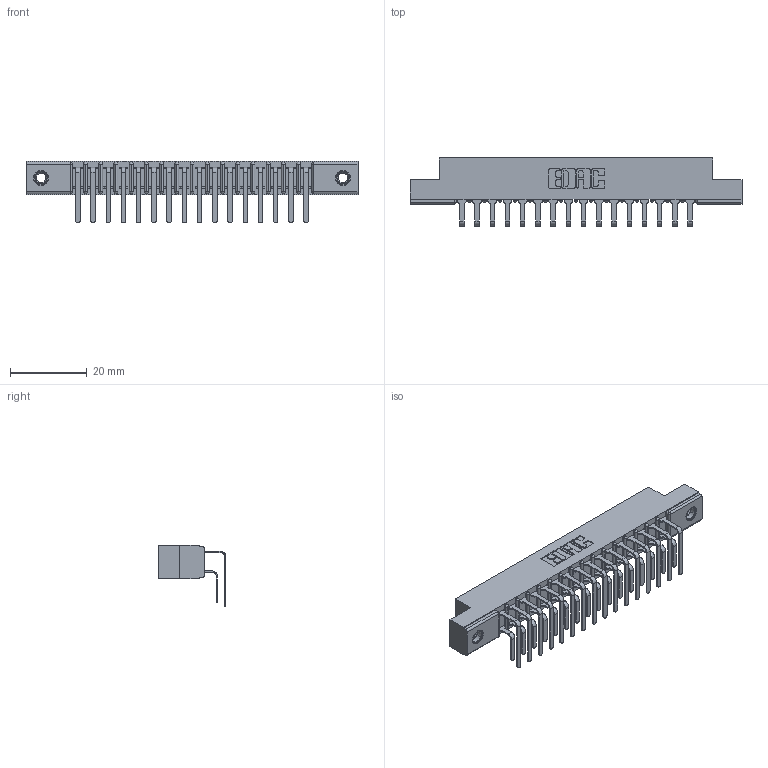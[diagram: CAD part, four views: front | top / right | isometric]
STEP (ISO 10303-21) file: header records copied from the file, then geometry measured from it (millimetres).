
FILE_DESCRIPTION (( 'STEP AP203' ), '1' );
FILE_NAME ('357-016-459-107.STEP', '2020-09-30T19:26:48', ( '' ), ( '' ), 'SwSTEP 2.0', 'SolidWorks 2020', '' );
FILE_SCHEMA (( 'CONFIG_CONTROL_DESIGN' ));
Length unit declared in the file: inch
Products named in the file (5): 345-250-001_345-250-005-103; 307-290-001_559 - 2 (Single); 357-016-459-107; 307 Part_.156 Dia Mounting Holes; 307-290-001_558 559 - 1 (Single)
Assembly tree (35 placements, depth 2):
  357-016-459-107
    307 Part_.156 Dia Mounting Holes
    307-290-001_558 559 - 1 (Single)  x16
    307-290-001_559 - 2 (Single)  x16
    345-250-001_345-250-005-103  x2
Bounding box: 86.41 x 17.69 x 16.08 mm (x, y, z)
Volume: 5781.2 mm3; surface area: 10734.9 mm2
Topology: 35 solids, 35 shells, 1795 faces, 5003 edges, 3238 vertices
Faces by surface type: plane 1158, cylinder 587, sphere 34, cone 12, torus 4
Entity records: 20066 total; most frequent: CARTESIAN_POINT 3277, ORIENTED_EDGE 3238, DIRECTION 3229, EDGE_CURVE 1619, VECTOR 1229, LINE 1229, VERTEX_POINT 1048, AXIS2_PLACEMENT_3D 1000
